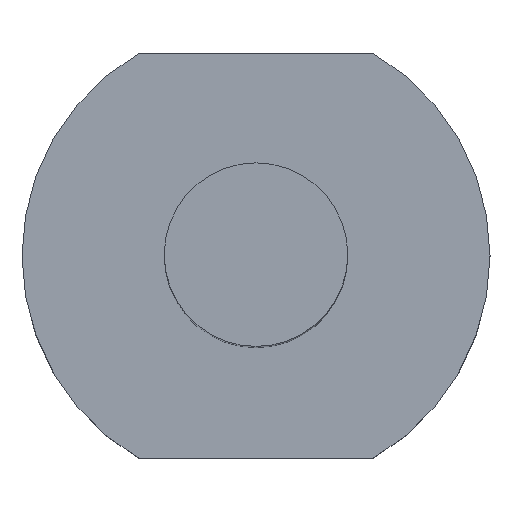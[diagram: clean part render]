
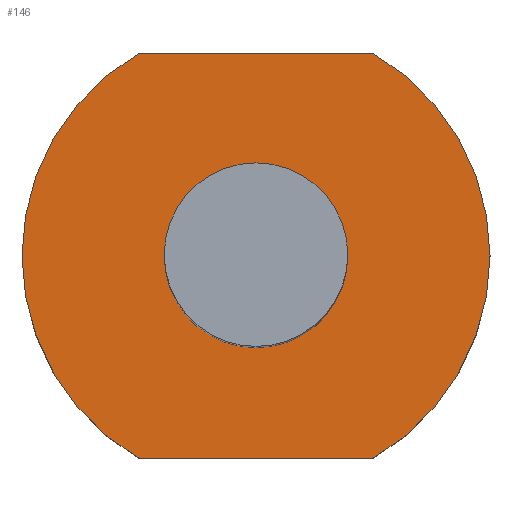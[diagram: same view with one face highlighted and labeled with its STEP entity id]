
A CAD part, top view. The second image highlights one B-rep face of the part: STEP entity #146.
In plain terms, the highlighted planar face has unit normal (0, 0, 1).
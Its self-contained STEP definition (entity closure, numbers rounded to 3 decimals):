
#17=FACE_BOUND('',#42,.T.);
#25=PLANE('',#172);
#31=FACE_OUTER_BOUND('',#41,.T.);
#41=EDGE_LOOP('',(#116,#117,#118,#119));
#42=EDGE_LOOP('',(#120));
#51=LINE('',#251,#58);
#53=LINE('',#257,#60);
#58=VECTOR('',#199,10.);
#60=VECTOR('',#203,10.);
#63=CIRCLE('',#168,2.942);
#64=CIRCLE('',#173,7.5);
#65=CIRCLE('',#174,7.5);
#71=VERTEX_POINT('',#233);
#72=VERTEX_POINT('',#238);
#76=VERTEX_POINT('',#249);
#78=VERTEX_POINT('',#254);
#79=VERTEX_POINT('',#256);
#84=EDGE_CURVE('',#71,#71,#63,.T.);
#89=EDGE_CURVE('',#76,#72,#51,.T.);
#91=EDGE_CURVE('',#78,#79,#53,.T.);
#95=EDGE_CURVE('',#76,#79,#64,.T.);
#96=EDGE_CURVE('',#78,#72,#65,.T.);
#116=ORIENTED_EDGE('',*,*,#89,.F.);
#117=ORIENTED_EDGE('',*,*,#95,.T.);
#118=ORIENTED_EDGE('',*,*,#91,.F.);
#119=ORIENTED_EDGE('',*,*,#96,.T.);
#120=ORIENTED_EDGE('',*,*,#84,.T.);
#146=ADVANCED_FACE('',(#31,#17),#25,.T.);
#168=AXIS2_PLACEMENT_3D('',#235,#191,#192);
#172=AXIS2_PLACEMENT_3D('',#267,#205,#206);
#173=AXIS2_PLACEMENT_3D('',#268,#207,#208);
#174=AXIS2_PLACEMENT_3D('',#269,#209,#210);
#191=DIRECTION('center_axis',(0.,0.,-1.));
#192=DIRECTION('ref_axis',(-1.,0.,0.));
#199=DIRECTION('',(-1.,0.,0.));
#203=DIRECTION('',(1.,0.,0.));
#205=DIRECTION('center_axis',(0.,0.,1.));
#206=DIRECTION('ref_axis',(1.,0.,0.));
#207=DIRECTION('center_axis',(0.,0.,1.));
#208=DIRECTION('ref_axis',(1.,0.,0.));
#209=DIRECTION('center_axis',(0.,0.,1.));
#210=DIRECTION('ref_axis',(1.,0.,0.));
#233=CARTESIAN_POINT('',(2.942,0.,5.));
#235=CARTESIAN_POINT('Origin',(0.,0.,5.));
#238=CARTESIAN_POINT('',(-3.742,-6.5,5.));
#249=CARTESIAN_POINT('',(3.742,-6.5,5.));
#251=CARTESIAN_POINT('',(3.75,-6.5,5.));
#254=CARTESIAN_POINT('',(-3.742,6.5,5.));
#256=CARTESIAN_POINT('',(3.742,6.5,5.));
#257=CARTESIAN_POINT('',(-3.75,6.5,5.));
#267=CARTESIAN_POINT('Origin',(0.,0.,5.));
#268=CARTESIAN_POINT('Origin',(0.,0.,5.));
#269=CARTESIAN_POINT('Origin',(0.,0.,5.));
